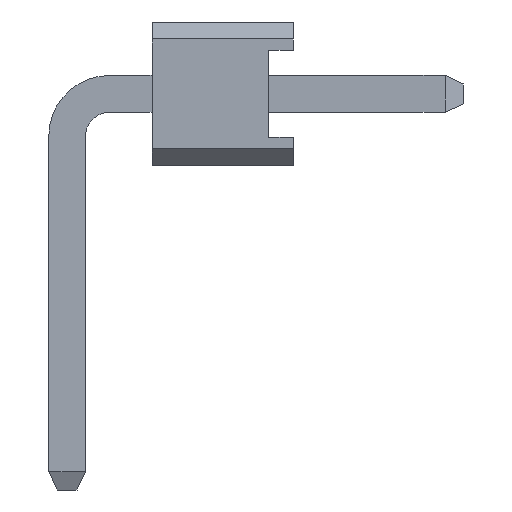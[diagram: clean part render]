
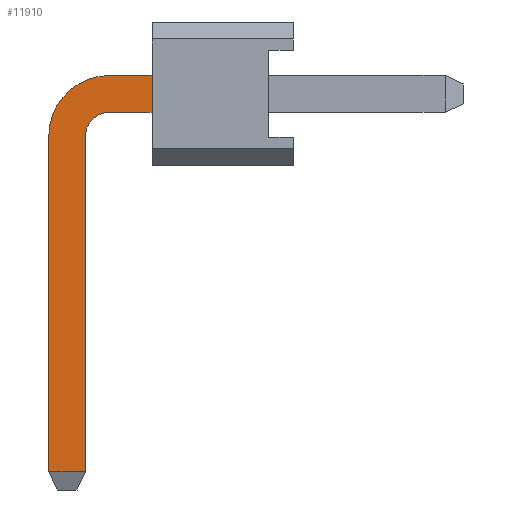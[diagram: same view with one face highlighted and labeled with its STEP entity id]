
A CAD part, left-side view. The second image highlights one B-rep face of the part: STEP entity #11910.
In plain terms, the highlighted planar face has unit normal (-1, 0, 0).
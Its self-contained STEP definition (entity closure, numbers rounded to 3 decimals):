
#8200 = CARTESIAN_POINT ( 'NONE',  ( -0.325, 2.5, -0.325 ) ) ;
#8201 = CARTESIAN_POINT ( 'NONE',  ( -0.325, 2.5, 0.325 ) ) ;
#8302 = DIRECTION ( 'NONE',  ( 0., 0., 1. ) ) ;
#8303 = VECTOR ( 'NONE', #8302, 1000. ) ;
#8304 = CARTESIAN_POINT ( 'NONE',  ( -0.325, 2.5, -1.27 ) ) ;
#8305 = LINE ( 'NONE', #8304, #8303 ) ;
#10936 = VERTEX_POINT ( 'NONE', #8201 ) ;
#10937 = VERTEX_POINT ( 'NONE', #8200 ) ;
#10989 = EDGE_CURVE ( 'NONE', #10937, #10936, #8305, .T. ) ;
#11478 = ORIENTED_EDGE ( 'NONE', *, *, #11960, .T. ) ;
#11882 = EDGE_CURVE ( 'NONE', #11963, #11884, #15005, .T. ) ;
#11884 = VERTEX_POINT ( 'NONE', #15001 ) ;
#11885 = ORIENTED_EDGE ( 'NONE', *, *, #11886, .F. ) ;
#11886 = EDGE_CURVE ( 'NONE', #11887, #11884, #15000, .T. ) ;
#11887 = VERTEX_POINT ( 'NONE', #14996 ) ;
#11888 = ORIENTED_EDGE ( 'NONE', *, *, #11889, .F. ) ;
#11889 = EDGE_CURVE ( 'NONE', #11890, #11887, #15056, .T. ) ;
#11890 = VERTEX_POINT ( 'NONE', #15051 ) ;
#11891 = ORIENTED_EDGE ( 'NONE', *, *, #11892, .T. ) ;
#11892 = EDGE_CURVE ( 'NONE', #11890, #10937, #15050, .T. ) ;
#11910 = ADVANCED_FACE ( 'NONE', ( #15026 ), #15023, .F. ) ;
#11911 = EDGE_LOOP ( 'NONE', ( #11478, #11964, #11885, #11888, #11891, #11942, #11943, #11946 ) ) ;
#11942 = ORIENTED_EDGE ( 'NONE', *, *, #10989, .T. ) ;
#11943 = ORIENTED_EDGE ( 'NONE', *, *, #11944, .F. ) ;
#11944 = EDGE_CURVE ( 'NONE', #11945, #10936, #15121, .T. ) ;
#11945 = VERTEX_POINT ( 'NONE', #15117 ) ;
#11946 = ORIENTED_EDGE ( 'NONE', *, *, #11947, .T. ) ;
#11947 = EDGE_CURVE ( 'NONE', #11945, #11962, #15178, .T. ) ;
#11960 = EDGE_CURVE ( 'NONE', #11962, #11963, #15158, .T. ) ;
#11962 = VERTEX_POINT ( 'NONE', #15150 ) ;
#11963 = VERTEX_POINT ( 'NONE', #15149 ) ;
#11964 = ORIENTED_EDGE ( 'NONE', *, *, #11882, .T. ) ;
#14996 = CARTESIAN_POINT ( 'NONE',  ( -0.325, 3.675, -0.75 ) ) ;
#14997 = DIRECTION ( 'NONE',  ( 0., 0., -1. ) ) ;
#14998 = VECTOR ( 'NONE', #14997, 1000. ) ;
#14999 = CARTESIAN_POINT ( 'NONE',  ( -0.325, 3.675, -0.75 ) ) ;
#15000 = LINE ( 'NONE', #14999, #14998 ) ;
#15001 = CARTESIAN_POINT ( 'NONE',  ( -0.325, 3.675, -6.678 ) ) ;
#15002 = DIRECTION ( 'NONE',  ( 0., -1., 0. ) ) ;
#15003 = VECTOR ( 'NONE', #15002, 1000. ) ;
#15004 = CARTESIAN_POINT ( 'NONE',  ( -0.325, 3.25, -6.678 ) ) ;
#15005 = LINE ( 'NONE', #15004, #15003 ) ;
#15023 = PLANE ( 'NONE',  #15025 ) ;
#15024 = CARTESIAN_POINT ( 'NONE',  ( -0.325, 3.25, 0.325 ) ) ;
#15025 = AXIS2_PLACEMENT_3D ( 'NONE', #15024, #15082, #15081 ) ;
#15026 = FACE_OUTER_BOUND ( 'NONE', #11911, .T. ) ;
#15047 = DIRECTION ( 'NONE',  ( 0., -1., 0. ) ) ;
#15048 = VECTOR ( 'NONE', #15047, 1000. ) ;
#15049 = CARTESIAN_POINT ( 'NONE',  ( -0.325, 3.25, -0.325 ) ) ;
#15050 = LINE ( 'NONE', #15049, #15048 ) ;
#15051 = CARTESIAN_POINT ( 'NONE',  ( -0.325, 3.25, -0.325 ) ) ;
#15052 = DIRECTION ( 'NONE',  ( 0., 0., 1. ) ) ;
#15053 = DIRECTION ( 'NONE',  ( -1., 0., 0. ) ) ;
#15054 = CARTESIAN_POINT ( 'NONE',  ( -0.325, 3.25, -0.75 ) ) ;
#15055 = AXIS2_PLACEMENT_3D ( 'NONE', #15054, #15053, #15052 ) ;
#15056 = CIRCLE ( 'NONE', #15055, 0.425 ) ;
#15081 = DIRECTION ( 'NONE',  ( 0., 0., -1. ) ) ;
#15082 = DIRECTION ( 'NONE',  ( 1., 0., 0. ) ) ;
#15117 = CARTESIAN_POINT ( 'NONE',  ( -0.325, 3.25, 0.325 ) ) ;
#15118 = DIRECTION ( 'NONE',  ( 0., -1., 0. ) ) ;
#15119 = VECTOR ( 'NONE', #15118, 1000. ) ;
#15120 = CARTESIAN_POINT ( 'NONE',  ( -0.325, 3.25, 0.325 ) ) ;
#15121 = LINE ( 'NONE', #15120, #15119 ) ;
#15149 = CARTESIAN_POINT ( 'NONE',  ( -0.325, 4.325, -6.678 ) ) ;
#15150 = CARTESIAN_POINT ( 'NONE',  ( -0.325, 4.325, -0.75 ) ) ;
#15155 = DIRECTION ( 'NONE',  ( 0., 0., -1. ) ) ;
#15156 = VECTOR ( 'NONE', #15155, 1000. ) ;
#15157 = CARTESIAN_POINT ( 'NONE',  ( -0.325, 4.325, -0.75 ) ) ;
#15158 = LINE ( 'NONE', #15157, #15156 ) ;
#15174 = DIRECTION ( 'NONE',  ( 0., 0., 1. ) ) ;
#15175 = DIRECTION ( 'NONE',  ( -1., 0., 0. ) ) ;
#15176 = CARTESIAN_POINT ( 'NONE',  ( -0.325, 3.25, -0.75 ) ) ;
#15177 = AXIS2_PLACEMENT_3D ( 'NONE', #15176, #15175, #15174 ) ;
#15178 = CIRCLE ( 'NONE', #15177, 1.075 ) ;
